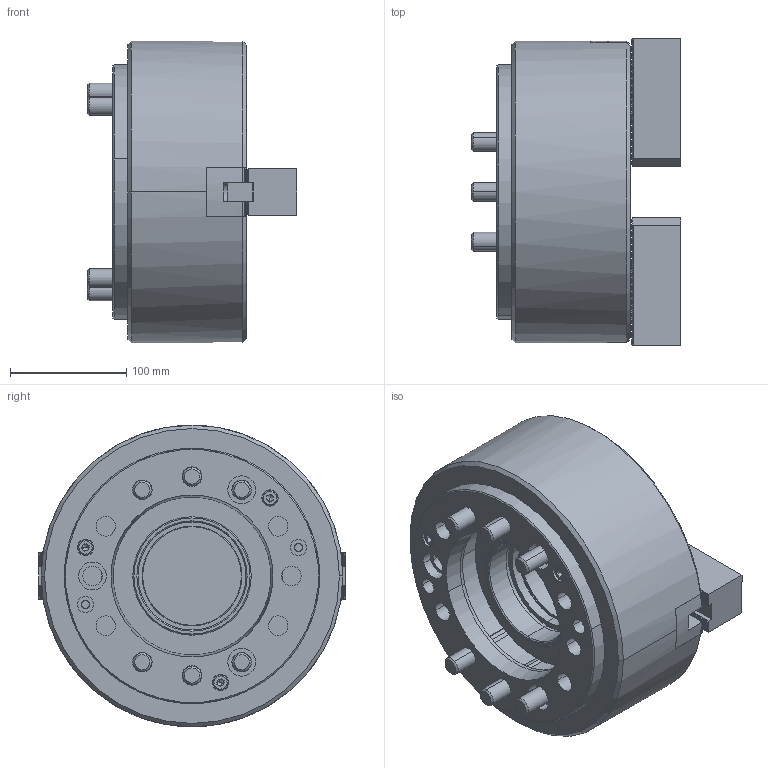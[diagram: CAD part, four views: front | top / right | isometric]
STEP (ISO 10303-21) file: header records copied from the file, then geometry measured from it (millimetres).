
FILE_DESCRIPTION (( 'STEP AP203' ), '1' );
FILE_NAME ('CF-2H-210A8.STEP', '2023-07-19T09:55:13', ( '' ), ( '' ), 'SwSTEP 2.0', 'SolidWorks 2020', '' );
FILE_SCHEMA (( 'CONFIG_CONTROL_DESIGN' ));
Length unit declared in the file: millimetre
Products named in the file (14): CF-3H-210-04000; CF-3H-10-11000-A8法蘭; CF-3H-210-04000(T型塊); 圓頭內六角螺栓_M8x20; CF-3H-10B-07010; CF-2H-210A8; CF-2H-210-01000; SJ-10; CF-2H-210-02000; 半圓頭六角孔螺栓_M6x10; CF-2H-210-05000; 圓頭內六角螺栓_M12x30; CF-3H-210-03000; 圓頭內六角螺栓_M16x120
Assembly tree (29 placements, depth 2):
  CF-2H-210A8
    CF-2H-210-01000
    CF-2H-210-02000
    CF-2H-210-05000
    CF-3H-210-03000  x2
    CF-3H-210-04000
    CF-3H-210-04000(T型塊)  x2
    CF-3H-10B-07010
    SJ-10  x2
    半圓頭六角孔螺栓_M6x10  x4
    圓頭內六角螺栓_M12x30  x4
    圓頭內六角螺栓_M16x120  x6
    CF-3H-10-11000-A8法蘭
    圓頭內六角螺栓_M8x20  x3
Bounding box: 180.3 x 264.5 x 260 mm (x, y, z)
Volume: 5145274.3 mm3; surface area: 636953 mm2
Topology: 29 solids, 29 shells, 2872 faces, 8098 edges, 5307 vertices
Faces by surface type: plane 1958, cylinder 746, cone 156, torus 12
Entity records: 49002 total; most frequent: CARTESIAN_POINT 9836, ORIENTED_EDGE 8268, DIRECTION 7205, EDGE_CURVE 4134, LINE 3069, VECTOR 3069, VERTEX_POINT 2731, AXIS2_PLACEMENT_3D 2068
